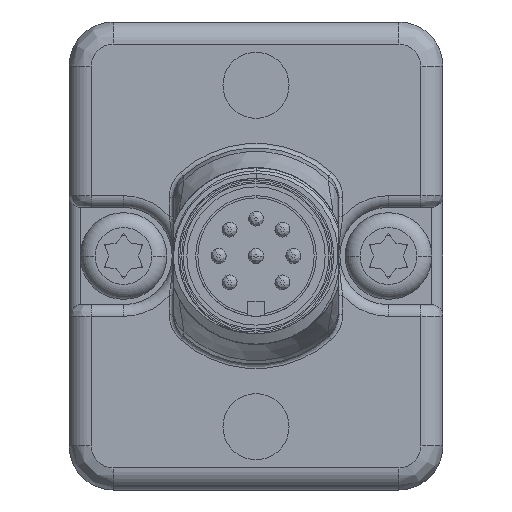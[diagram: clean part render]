
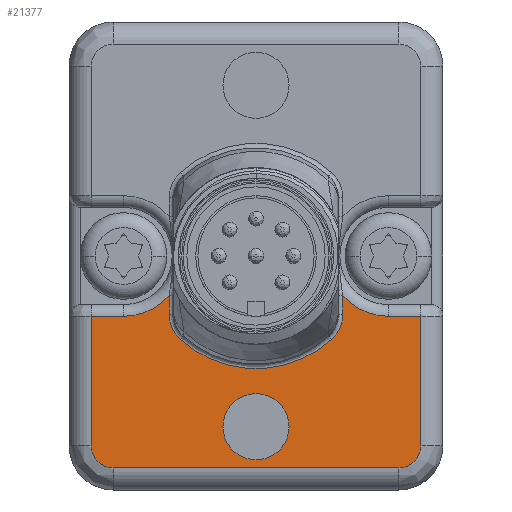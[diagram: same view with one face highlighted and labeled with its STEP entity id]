
A CAD part, front view. The second image highlights one B-rep face of the part: STEP entity #21377.
In plain terms, the highlighted planar face has unit normal (0, -1, 0).
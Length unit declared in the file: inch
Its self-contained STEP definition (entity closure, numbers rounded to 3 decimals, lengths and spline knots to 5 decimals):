
#2142=CARTESIAN_POINT('',(0.23228,-13.97638,
0.52034));
#5767=DIRECTION('',(0.,0.,-1.));
#5768=VECTOR('',#5767,0.05017);
#5769=CARTESIAN_POINT('',(0.23228,-13.97638,
0.52034));
#5770=LINE('',#5769,#5768);
#5771=CARTESIAN_POINT('',(0.35433,-13.97638,
0.62598));
#5772=DIRECTION('',(0.,1.,0.));
#5773=DIRECTION('',(0.,0.,-1.));
#5774=AXIS2_PLACEMENT_3D('',#5771,#5772,#5773);
#5776=DIRECTION('',(-1.,0.,0.));
#5777=VECTOR('',#5776,0.08661);
#5778=CARTESIAN_POINT('',(0.44094,-13.97638,
0.46457));
#5779=LINE('',#5778,#5777);
#5780=DIRECTION('',(0.,0.,1.));
#5781=VECTOR('',#5780,0.34646);
#5782=CARTESIAN_POINT('',(0.44094,-13.97638,
0.11811));
#5783=LINE('',#5782,#5781);
#5784=CARTESIAN_POINT('',(0.38189,-13.97638,
0.11811));
#5785=DIRECTION('',(0.,-1.,0.));
#5786=DIRECTION('',(0.,0.,-1.));
#5787=AXIS2_PLACEMENT_3D('',#5784,#5785,#5786);
#5789=DIRECTION('',(1.,0.,0.));
#5790=VECTOR('',#5789,0.76378);
#5791=CARTESIAN_POINT('',(-0.38189,-13.97638,
0.05906));
#5792=LINE('',#5791,#5790);
#5793=CARTESIAN_POINT('',(-0.38189,-13.97638,
0.11811));
#5794=DIRECTION('',(0.,-1.,0.));
#5795=DIRECTION('',(-1.,0.,0.));
#5796=AXIS2_PLACEMENT_3D('',#5793,#5794,#5795);
#5798=DIRECTION('',(0.,0.,-1.));
#5799=VECTOR('',#5798,0.34646);
#5800=CARTESIAN_POINT('',(-0.44094,-13.97638,
0.46457));
#5801=LINE('',#5800,#5799);
#5802=DIRECTION('',(-1.,0.,0.));
#5803=VECTOR('',#5802,0.08661);
#5804=CARTESIAN_POINT('',(-0.35433,-13.97638,
0.46457));
#5805=LINE('',#5804,#5803);
#5806=CARTESIAN_POINT('',(-0.35433,-13.97638,
0.62598));
#5807=DIRECTION('',(0.,1.,0.));
#5808=DIRECTION('',(0.756,0.,-0.654));
#5809=AXIS2_PLACEMENT_3D('',#5806,#5807,#5808);
#5811=DIRECTION('',(0.,0.,1.));
#5812=VECTOR('',#5811,0.05017);
#5813=CARTESIAN_POINT('',(-0.23228,-13.97638,
0.47017));
#5814=LINE('',#5813,#5812);
#5815=CARTESIAN_POINT('',(-0.14173,-13.97638,
0.47017));
#5816=DIRECTION('',(0.,1.,0.));
#5817=DIRECTION('',(-0.673,0.,-0.74));
#5818=AXIS2_PLACEMENT_3D('',#5815,#5816,#5817);
#5820=CARTESIAN_POINT('',(0.,-13.97638,0.62598));
#5821=DIRECTION('',(0.,1.,0.));
#5822=DIRECTION('',(0.673,0.,-0.74));
#5823=AXIS2_PLACEMENT_3D('',#5820,#5821,#5822);
#5825=CARTESIAN_POINT('',(0.14173,-13.97638,
0.47017));
#5826=DIRECTION('',(0.,1.,0.));
#5827=DIRECTION('',(1.,0.,0.));
#5828=AXIS2_PLACEMENT_3D('',#5825,#5826,#5827);
#5830=CARTESIAN_POINT('',(0.,-13.97638,0.16929));
#5831=DIRECTION('',(0.,-1.,0.));
#5832=DIRECTION('',(1.,0.,0.));
#5833=AXIS2_PLACEMENT_3D('',#5830,#5831,#5832);
#5835=CARTESIAN_POINT('',(0.,-13.97638,0.16929));
#5836=DIRECTION('',(0.,-1.,0.));
#5837=DIRECTION('',(-1.,0.,0.));
#5838=AXIS2_PLACEMENT_3D('',#5835,#5836,#5837);
#13909=CARTESIAN_POINT('',(0.38189,-13.97638,
0.05906));
#13910=CARTESIAN_POINT('',(0.44094,-13.97638,
0.11811));
#13911=VERTEX_POINT('',#13909);
#13912=VERTEX_POINT('',#13910);
#13917=CARTESIAN_POINT('',(-0.38189,-13.97638,
0.05906));
#13918=VERTEX_POINT('',#13917);
#13921=CARTESIAN_POINT('',(-0.44094,-13.97638,
0.11811));
#13922=VERTEX_POINT('',#13921);
#13933=CARTESIAN_POINT('',(0.44094,-13.97638,
0.46457));
#13934=VERTEX_POINT('',#13933);
#13937=CARTESIAN_POINT('',(0.35433,-13.97638,
0.46457));
#13938=VERTEX_POINT('',#13937);
#13965=CARTESIAN_POINT('',(-0.44094,-13.97638,
0.46457));
#13966=VERTEX_POINT('',#13965);
#13969=CARTESIAN_POINT('',(-0.35433,-13.97638,
0.46457));
#13970=VERTEX_POINT('',#13969);
#14026=VERTEX_POINT('',#2142);
#14029=CARTESIAN_POINT('',(0.23228,-13.97638,
0.47017));
#14030=VERTEX_POINT('',#14029);
#14033=CARTESIAN_POINT('',(0.20266,-13.97638,
0.40319));
#14034=VERTEX_POINT('',#14033);
#14037=CARTESIAN_POINT('',(-0.20266,-13.97638,
0.40319));
#14038=VERTEX_POINT('',#14037);
#14041=CARTESIAN_POINT('',(-0.23228,-13.97638,
0.47017));
#14042=VERTEX_POINT('',#14041);
#14045=CARTESIAN_POINT('',(-0.23228,-13.97638,
0.52034));
#14046=VERTEX_POINT('',#14045);
#14069=CARTESIAN_POINT('',(0.0885,-13.97638,0.16929));
#14070=CARTESIAN_POINT('',(-0.0885,-13.97638,0.16929));
#14071=VERTEX_POINT('',#14069);
#14072=VERTEX_POINT('',#14070);
#21340=CARTESIAN_POINT('',(0.,-13.97638,0.));
#21341=DIRECTION('',(0.,-1.,0.));
#21342=DIRECTION('',(1.,0.,0.));
#21343=AXIS2_PLACEMENT_3D('',#21340,#21341,#21342);
#21344=PLANE('',#21343);
#21345=ORIENTED_EDGE('',*,*,#21334,.F.);
#21346=ORIENTED_EDGE('',*,*,#18680,.F.);
#21348=ORIENTED_EDGE('',*,*,#21347,.F.);
#21350=ORIENTED_EDGE('',*,*,#21349,.F.);
#21352=ORIENTED_EDGE('',*,*,#21351,.F.);
#21354=ORIENTED_EDGE('',*,*,#21353,.F.);
#21356=ORIENTED_EDGE('',*,*,#21355,.F.);
#21358=ORIENTED_EDGE('',*,*,#21357,.F.);
#21360=ORIENTED_EDGE('',*,*,#21359,.F.);
#21362=ORIENTED_EDGE('',*,*,#21361,.F.);
#21364=ORIENTED_EDGE('',*,*,#21363,.F.);
#21366=ORIENTED_EDGE('',*,*,#21365,.F.);
#21367=ORIENTED_EDGE('',*,*,#21293,.F.);
#21368=ORIENTED_EDGE('',*,*,#21309,.F.);
#21369=EDGE_LOOP('',(#21345,#21346,#21348,#21350,#21352,#21354,#21356,#21358,
#21360,#21362,#21364,#21366,#21367,#21368));
#21370=FACE_OUTER_BOUND('',#21369,.F.);
#21372=ORIENTED_EDGE('',*,*,#21371,.T.);
#21374=ORIENTED_EDGE('',*,*,#21373,.T.);
#21375=EDGE_LOOP('',(#21372,#21374));
#21376=FACE_BOUND('',#21375,.F.);
#21377=ADVANCED_FACE('',(#21370,#21376),#21344,.T.);
#5775=CIRCLE('',#5774,0.16142);
#5788=CIRCLE('',#5787,0.05906);
#5797=CIRCLE('',#5796,0.05906);
#5810=CIRCLE('',#5809,0.16142);
#5819=CIRCLE('',#5818,0.09055);
#5824=CIRCLE('',#5823,0.30118);
#5829=CIRCLE('',#5828,0.09055);
#5834=CIRCLE('',#5833,0.0885);
#5839=CIRCLE('',#5838,0.0885);
#18680=EDGE_CURVE('',#13938,#14026,#5775,.T.);
#21293=EDGE_CURVE('',#14034,#14038,#5824,.T.);
#21309=EDGE_CURVE('',#14030,#14034,#5829,.T.);
#21334=EDGE_CURVE('',#14026,#14030,#5770,.T.);
#21347=EDGE_CURVE('',#13934,#13938,#5779,.T.);
#21349=EDGE_CURVE('',#13912,#13934,#5783,.T.);
#21351=EDGE_CURVE('',#13911,#13912,#5788,.T.);
#21353=EDGE_CURVE('',#13918,#13911,#5792,.T.);
#21355=EDGE_CURVE('',#13922,#13918,#5797,.T.);
#21357=EDGE_CURVE('',#13966,#13922,#5801,.T.);
#21359=EDGE_CURVE('',#13970,#13966,#5805,.T.);
#21361=EDGE_CURVE('',#14046,#13970,#5810,.T.);
#21363=EDGE_CURVE('',#14042,#14046,#5814,.T.);
#21365=EDGE_CURVE('',#14038,#14042,#5819,.T.);
#21371=EDGE_CURVE('',#14071,#14072,#5834,.T.);
#21373=EDGE_CURVE('',#14072,#14071,#5839,.T.);
